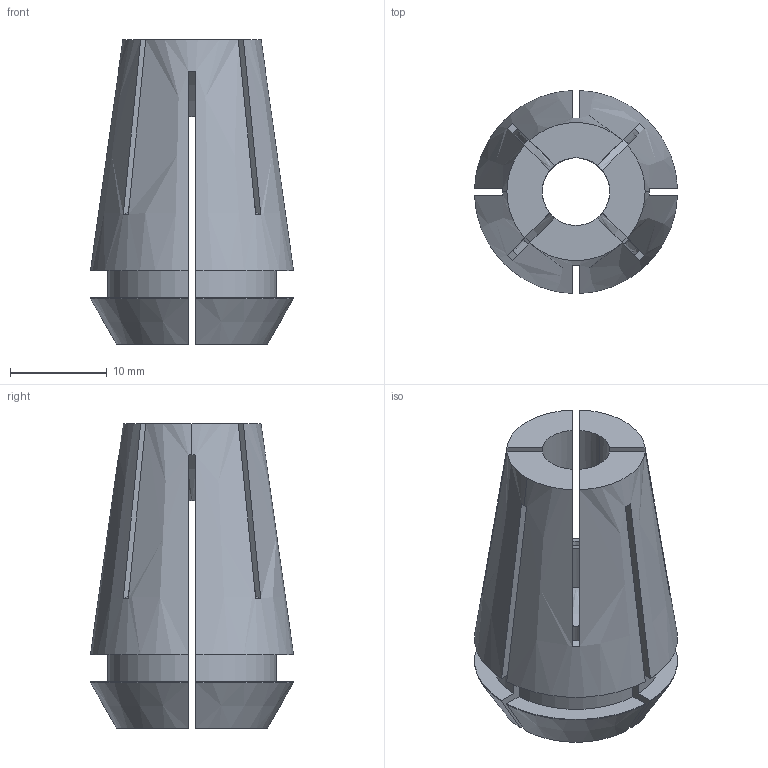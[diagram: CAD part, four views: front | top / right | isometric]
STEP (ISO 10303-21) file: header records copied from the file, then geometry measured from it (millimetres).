
FILE_DESCRIPTION (( 'STEP AP203' ), '1' );
FILE_NAME ('STP-202.127.20.07.STEP', '2017-04-07T07:29:03', ( 'user' ), ( '' ), 'SwSTEP 2.0', 'SolidWorks 2015', '' );
FILE_SCHEMA (( 'CONFIG_CONTROL_DESIGN' ));
Length unit declared in the file: millimetre
Products named in the file (1): STP-202.127.20.07
Bounding box: 20.99 x 20.99 x 31.5 mm (x, y, z)
Volume: 5779.3 mm3; surface area: 4913.2 mm2
Topology: 1 solids, 1 shells, 72 faces, 228 edges, 152 vertices
Faces by surface type: plane 36, cylinder 22, bspline 8, cone 6
Entity records: 2786 total; most frequent: CARTESIAN_POINT 714, ORIENTED_EDGE 456, DIRECTION 394, EDGE_CURVE 228, VERTEX_POINT 152, AXIS2_PLACEMENT_3D 149, VECTOR 96, LINE 96
